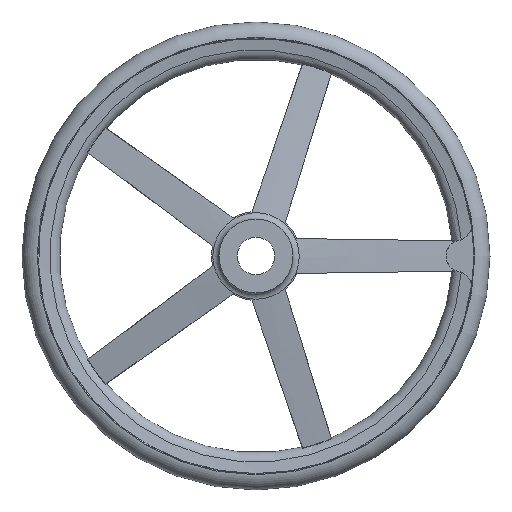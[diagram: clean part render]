
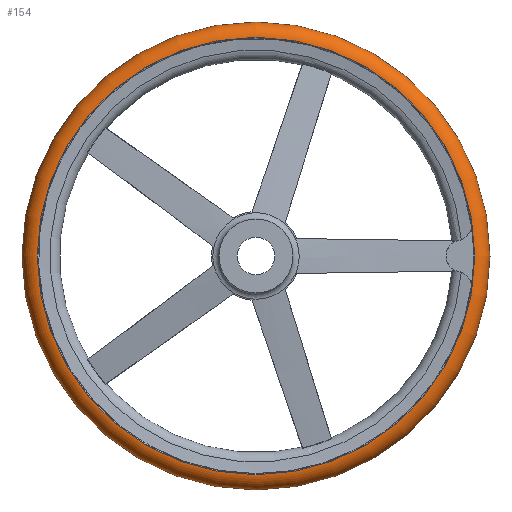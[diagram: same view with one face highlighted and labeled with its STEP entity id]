
A CAD part, front view. The second image highlights one B-rep face of the part: STEP entity #154.
In plain terms, the highlighted toroidal (fillet/blend) face has major radius 233 mm and minor radius 17 mm.
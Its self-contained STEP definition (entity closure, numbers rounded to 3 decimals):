
#154 = ADVANCED_FACE( '', ( #332, #333, #334 ), #335, .T. );
#332 = FACE_BOUND( '', #522, .T. );
#333 = FACE_OUTER_BOUND( '', #523, .T. );
#334 = FACE_OUTER_BOUND( '', #524, .T. );
#335 = TOROIDAL_SURFACE( '', #525, 233., 17. );
#522 = VERTEX_LOOP( '', #934 );
#523 = EDGE_LOOP( '', ( #935 ) );
#524 = EDGE_LOOP( '', ( #936 ) );
#525 = AXIS2_PLACEMENT_3D( '', #937, #938, #939 );
#934 = VERTEX_POINT( '', #1256 );
#935 = ORIENTED_EDGE( '', *, *, #1257, .T. );
#936 = ORIENTED_EDGE( '', *, *, #1199, .F. );
#937 = CARTESIAN_POINT( '', ( 0., 55., 0. ) );
#938 = DIRECTION( '', ( 0., -1., 0. ) );
#939 = DIRECTION( '', ( 0., 0., -1. ) );
#1199 = EDGE_CURVE( '', #1476, #1476, #1477, .T. );
#1256 = CARTESIAN_POINT( '', ( 0., 55., -250. ) );
#1257 = EDGE_CURVE( '', #1555, #1555, #1556, .T. );
#1476 = VERTEX_POINT( '', #2252 );
#1477 = CIRCLE( '', #2253, 233.708 );
#1555 = VERTEX_POINT( '', #2499 );
#1556 = CIRCLE( '', #2500, 233.708 );
#2252 = CARTESIAN_POINT( '', ( 0., 38.015, -233.708 ) );
#2253 = AXIS2_PLACEMENT_3D( '', #2671, #2672, #2673 );
#2499 = CARTESIAN_POINT( '', ( 0., 71.985, -233.708 ) );
#2500 = AXIS2_PLACEMENT_3D( '', #2731, #2732, #2733 );
#2671 = CARTESIAN_POINT( '', ( 0., 38.015, 0. ) );
#2672 = DIRECTION( '', ( 0., -1., 0. ) );
#2673 = DIRECTION( '', ( 0., 0., -1. ) );
#2731 = CARTESIAN_POINT( '', ( 0., 71.985, 0. ) );
#2732 = DIRECTION( '', ( 0., -1., 0. ) );
#2733 = DIRECTION( '', ( 0., 0., -1. ) );
